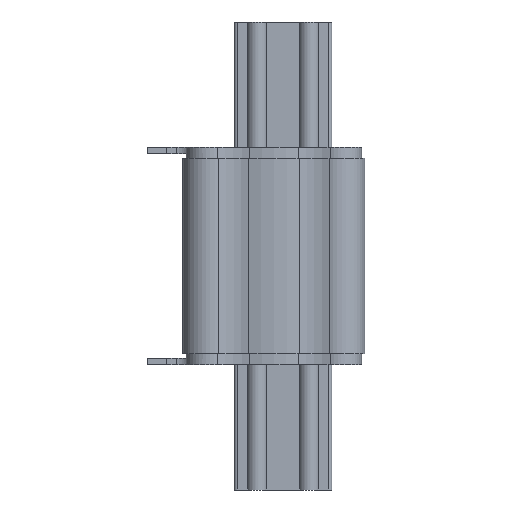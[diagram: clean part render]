
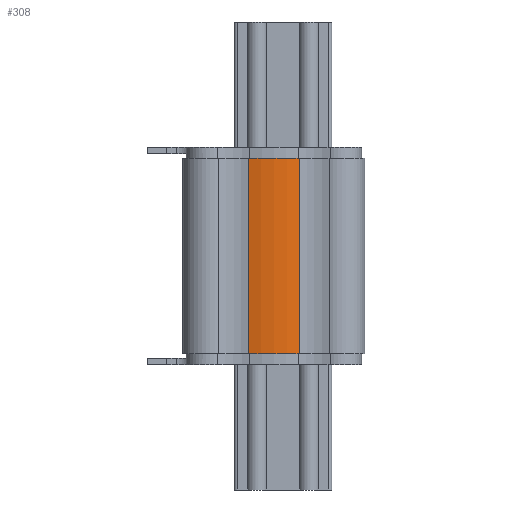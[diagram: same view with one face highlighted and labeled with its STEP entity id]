
A CAD part, left-side view. The second image highlights one B-rep face of the part: STEP entity #308.
In plain terms, the highlighted cylindrical face has radius 28 mm (diameter 56 mm), a partial arc.
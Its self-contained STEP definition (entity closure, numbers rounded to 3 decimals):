
#128=CYLINDRICAL_SURFACE('',#2194,28.);
#205=FACE_OUTER_BOUND('',#465,.T.);
#308=ADVANCED_FACE('',(#205),#128,.T.);
#465=EDGE_LOOP('',(#1074,#1075,#1076,#1077));
#580=LINE('',#3176,#736);
#594=LINE('',#3258,#750);
#736=VECTOR('',#2535,1.);
#750=VECTOR('',#2631,1.);
#1074=ORIENTED_EDGE('',*,*,#1776,.T.);
#1075=ORIENTED_EDGE('',*,*,#1733,.F.);
#1076=ORIENTED_EDGE('',*,*,#1777,.F.);
#1077=ORIENTED_EDGE('',*,*,#1774,.T.);
#1504=VERTEX_POINT('',#3170);
#1507=VERTEX_POINT('',#3175);
#1534=VERTEX_POINT('',#3257);
#1535=VERTEX_POINT('',#3259);
#1733=EDGE_CURVE('',#1507,#1504,#580,.T.);
#1774=EDGE_CURVE('',#1535,#1534,#594,.T.);
#1776=EDGE_CURVE('',#1534,#1504,#2004,.T.);
#1777=EDGE_CURVE('',#1535,#1507,#2005,.T.);
#2004=CIRCLE('',#2192,28.);
#2005=CIRCLE('',#2193,28.);
#2192=AXIS2_PLACEMENT_3D('',#3262,#2636,#2637);
#2193=AXIS2_PLACEMENT_3D('',#3263,#2638,#2639);
#2194=AXIS2_PLACEMENT_3D('',#3264,#2640,#2641);
#2535=DIRECTION('',(0.,0.,-1.));
#2631=DIRECTION('',(0.,0.,-1.));
#2636=DIRECTION('',(0.,0.,1.));
#2637=DIRECTION('',(1.,0.,0.));
#2638=DIRECTION('',(0.,0.,1.));
#2639=DIRECTION('',(1.,0.,0.));
#2640=DIRECTION('',(0.,0.,-1.));
#2641=DIRECTION('',(-1.,0.,0.));
#3170=CARTESIAN_POINT('',(3.81,23.28,3.5));
#3175=CARTESIAN_POINT('',(3.81,23.28,63.5));
#3176=CARTESIAN_POINT('',(3.81,23.28,63.5));
#3257=CARTESIAN_POINT('',(3.81,38.81,3.5));
#3258=CARTESIAN_POINT('',(3.81,38.81,63.5));
#3259=CARTESIAN_POINT('',(3.81,38.81,63.5));
#3262=CARTESIAN_POINT('',(30.711,31.045,3.5));
#3263=CARTESIAN_POINT('',(30.711,31.045,63.5));
#3264=CARTESIAN_POINT('',(30.711,31.045,63.5));
